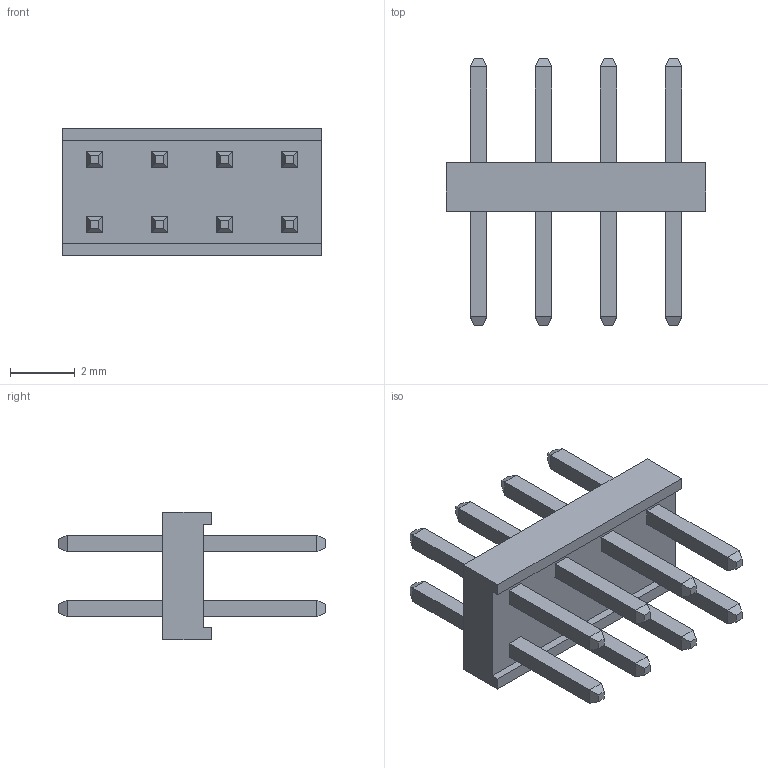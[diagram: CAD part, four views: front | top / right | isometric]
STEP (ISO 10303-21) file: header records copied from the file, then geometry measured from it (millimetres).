
FILE_DESCRIPTION(/* description */ ('STEP AP214'),/* implementation_level */ '2;1');
FILE_NAME(/* name */ 'TMM-104-01-G-D',/* time_stamp */ '2025-02-20T19:24:16+01:00',/* author */ ('License CC BY-ND 4.0'),/* organization */ ('CADENAS'),/* preprocessor_version */ 'ST-DEVELOPER v19.3',/* originating_system */ 'PARTsolutions',/* authorisation */ ' ');
FILE_SCHEMA (('AUTOMOTIVE_DESIGN {1 0 10303 214 3 1 1}'));
Length unit declared in the file: inch
Products named in the file (4): TMM-104-01-G-D; TMM-104-01-G-D_body; TMM-104-01-G-D_pins1; TMM-104-01-G-D_pins2
Assembly tree (3 placements, depth 2):
  TMM-104-01-G-D
    TMM-104-01-G-D_body
    TMM-104-01-G-D_pins1
    TMM-104-01-G-D_pins2
Bounding box: 8 x 8.2 x 3.94 mm (x, y, z)
Volume: 63.1 mm3; surface area: 328.8 mm2
Topology: 3 solids, 3 shells, 194 faces, 464 edges, 288 vertices
Faces by surface type: plane 194
Entity records: 5552 total; most frequent: CARTESIAN_POINT 950, ORIENTED_EDGE 928, DIRECTION 860, EDGE_CURVE 464, LINE 464, VECTOR 464, VERTEX_POINT 288, EDGE_LOOP 222
